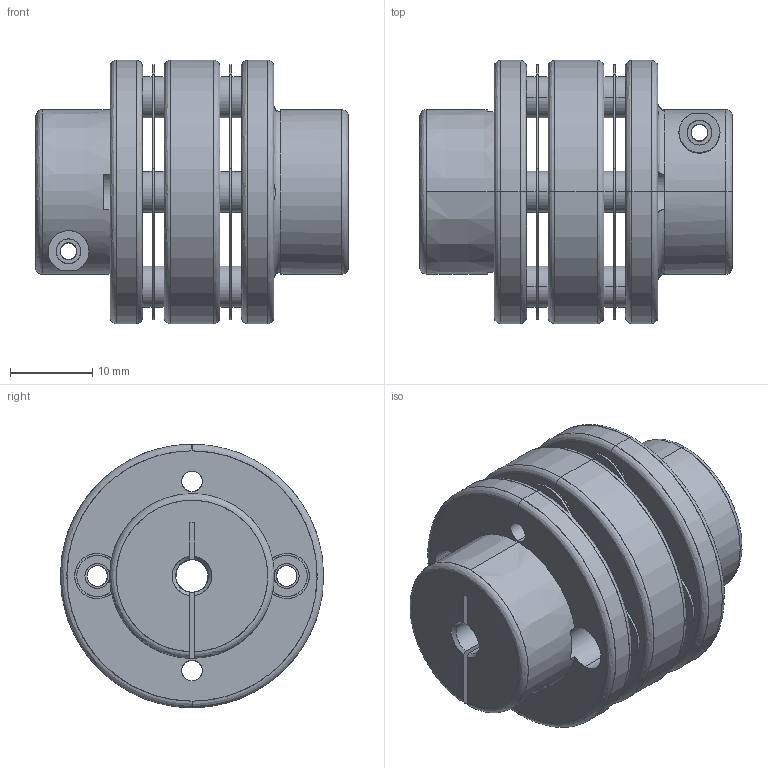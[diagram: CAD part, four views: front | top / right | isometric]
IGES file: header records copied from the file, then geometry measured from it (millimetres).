
Start section: SolidWorks IGES file using analytic representation for surfaces
Global section: file name: 2Hdc32a.IGS; native system: SolidWorks 2012; preprocessor: SolidWorks 2012; author: jit; date: 120514.163425; units: millimetre
Bounding box: 38 x 32 x 32 mm (x, y, z)
Surface area: 10594.4 mm2 (no closed solid volume)
Topology: 0 solids, 0 shells, 200 faces, 4607 edges, 4607 vertices
Faces by surface type: revolution 122, bspline 78
